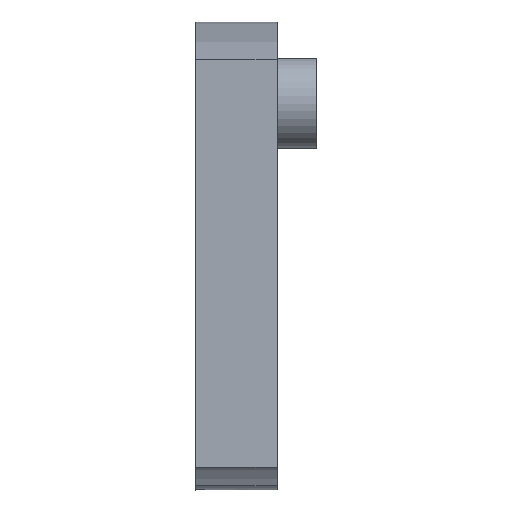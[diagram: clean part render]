
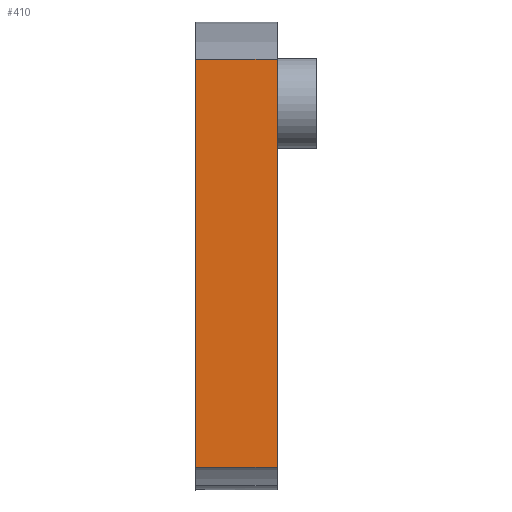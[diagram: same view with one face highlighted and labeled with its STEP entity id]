
A CAD part, left-side view. The second image highlights one B-rep face of the part: STEP entity #410.
In plain terms, the highlighted planar face has unit normal (-1, 0, 0).
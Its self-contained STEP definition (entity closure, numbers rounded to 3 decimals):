
#26=PLANE('',#441);
#45=FACE_OUTER_BOUND('',#69,.T.);
#69=EDGE_LOOP('',(#312,#313,#314,#315));
#99=LINE('',#1102,#133);
#100=LINE('',#1105,#134);
#101=LINE('',#1107,#135);
#102=LINE('',#1108,#136);
#133=VECTOR('',#480,10.);
#134=VECTOR('',#483,10.);
#135=VECTOR('',#484,10.);
#136=VECTOR('',#485,10.);
#194=VERTEX_POINT('',#1098);
#195=VERTEX_POINT('',#1100);
#196=VERTEX_POINT('',#1104);
#197=VERTEX_POINT('',#1106);
#241=EDGE_CURVE('',#194,#195,#99,.T.);
#242=EDGE_CURVE('',#194,#196,#100,.T.);
#243=EDGE_CURVE('',#197,#195,#101,.T.);
#244=EDGE_CURVE('',#196,#197,#102,.T.);
#312=ORIENTED_EDGE('',*,*,#242,.F.);
#313=ORIENTED_EDGE('',*,*,#241,.T.);
#314=ORIENTED_EDGE('',*,*,#243,.F.);
#315=ORIENTED_EDGE('',*,*,#244,.F.);
#410=ADVANCED_FACE('',(#45),#26,.T.);
#441=AXIS2_PLACEMENT_3D('',#1103,#481,#482);
#480=DIRECTION('',(0.,1.,0.));
#481=DIRECTION('center_axis',(-1.,0.,0.));
#482=DIRECTION('ref_axis',(0.,0.,1.));
#483=DIRECTION('',(0.,0.,-1.));
#484=DIRECTION('',(0.,0.,1.));
#485=DIRECTION('',(0.,1.,0.));
#1098=CARTESIAN_POINT('',(-6.041,0.,6.842));
#1100=CARTESIAN_POINT('',(-6.041,1.35,6.842));
#1102=CARTESIAN_POINT('',(-6.041,0.,6.842));
#1103=CARTESIAN_POINT('Origin',(-6.041,0.,0.042));
#1104=CARTESIAN_POINT('',(-6.041,0.,0.042));
#1105=CARTESIAN_POINT('',(-6.041,0.,6.842));
#1106=CARTESIAN_POINT('',(-6.041,1.35,0.042));
#1107=CARTESIAN_POINT('',(-6.041,1.35,6.842));
#1108=CARTESIAN_POINT('',(-6.041,0.,0.042));
